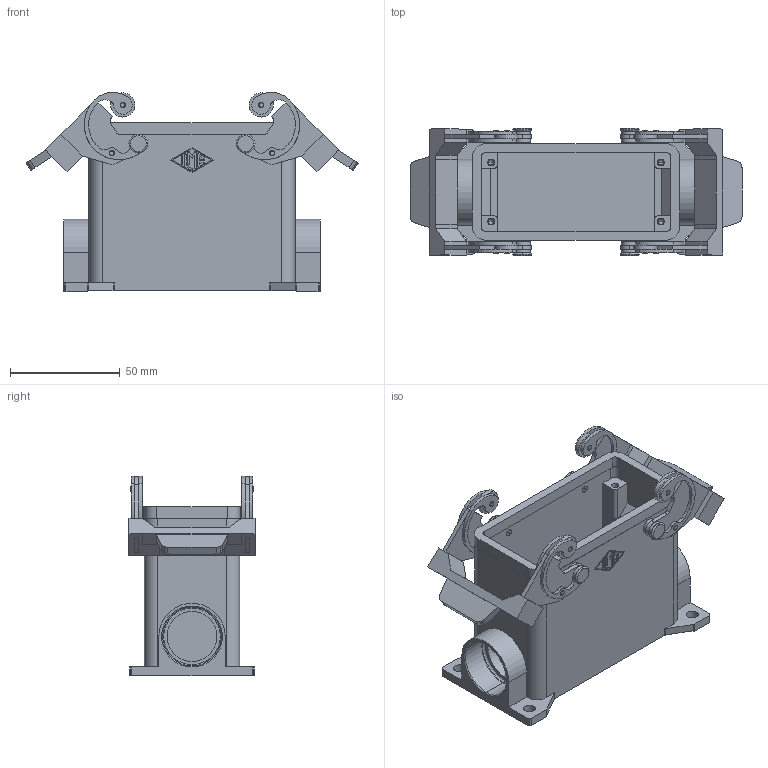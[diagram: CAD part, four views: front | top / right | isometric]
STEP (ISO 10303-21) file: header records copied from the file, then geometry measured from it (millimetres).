
FILE_DESCRIPTION((''),'2;1');
FILE_NAME('CMAP 06.21.stp','2007-01-11T08:04:38',('gembarski'),(''),'Autodesk Inventor 7','Autodesk Inventor 7','');
FILE_SCHEMA(('AUTOMOTIVE_DESIGN { 1 0 10303 214 1 1 1 1 }'));
Length unit declared in the file: millimetre
Products named in the file (1): CMAP 06.21
Bounding box: 151.49 x 58 x 90.94 mm (x, y, z)
Volume: 125809.6 mm3; surface area: 68987.3 mm2
Topology: 1 solids, 5 shells, 717 faces, 1917 edges, 1254 vertices
Faces by surface type: bspline 305, plane 191, cylinder 185, torus 32, cone 4
Entity records: 25717 total; most frequent: CARTESIAN_POINT 7894, ORIENTED_EDGE 3826, DIRECTION 3675, EDGE_CURVE 1913, AXIS2_PLACEMENT_3D 1349, VERTEX_POINT 1254, VECTOR 977, LINE 977
